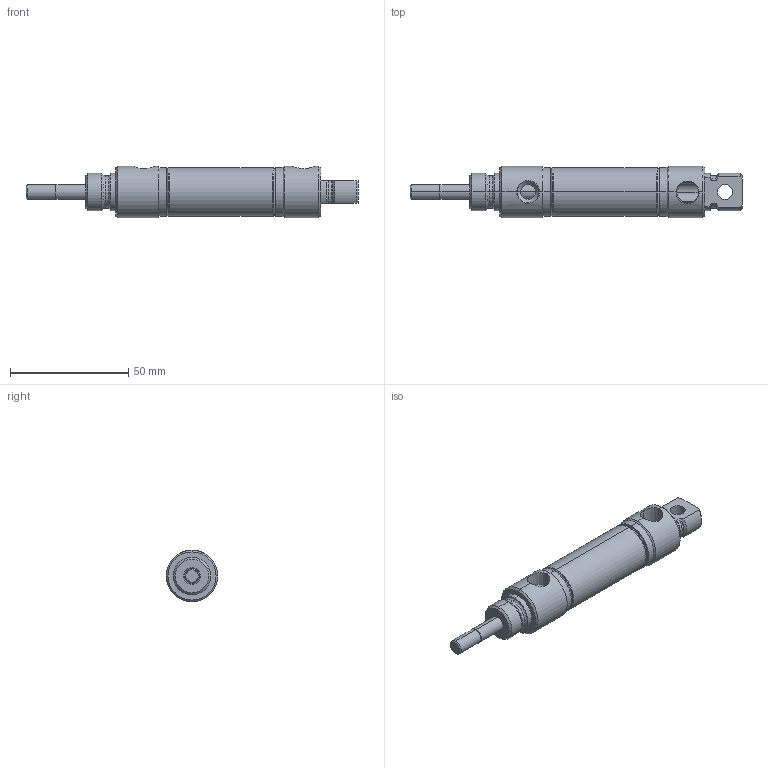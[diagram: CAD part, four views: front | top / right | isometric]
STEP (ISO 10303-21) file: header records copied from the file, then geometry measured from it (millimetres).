
FILE_DESCRIPTION (( 'STEP AP214' ), '1' );
FILE_NAME ('am-0292 0405 DP Bimba Air Cylinder.STEP', '2017-06-01T21:03:09', ( '' ), ( '' ), 'SwSTEP 2.0', 'SolidWorks 2017', '' );
FILE_SCHEMA (( 'AUTOMOTIVE_DESIGN' ));
Length unit declared in the file: inch
Products named in the file (5): 3; 5; 2; 1; am-0292 0405 DP Bimba Air Cylinder
Assembly tree (4 placements, depth 2):
  am-0292 0405 DP Bimba Air Cylinder
    1
    2
    5
    3
Bounding box: 140.59 x 21.91 x 21.91 mm (x, y, z)
Volume: 29002.7 mm3; surface area: 17340.5 mm2
Topology: 4 solids, 4 shells, 162 faces, 361 edges, 211 vertices
Faces by surface type: cone 60, cylinder 59, plane 23, bspline 20
Entity records: 5453 total; most frequent: CARTESIAN_POINT 1670, DIRECTION 797, ORIENTED_EDGE 718, EDGE_CURVE 359, AXIS2_PLACEMENT_3D 334, VERTEX_POINT 211, CIRCLE 185, EDGE_LOOP 178
